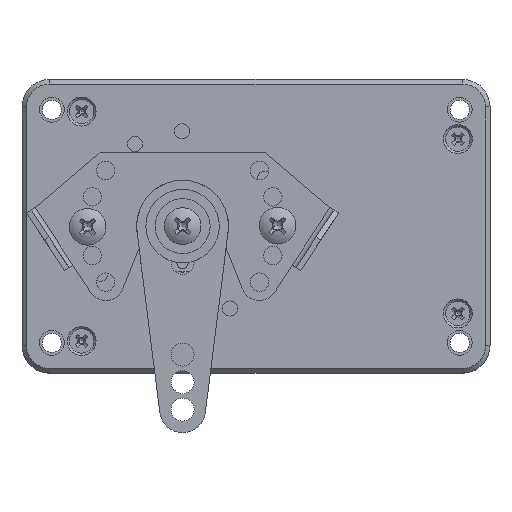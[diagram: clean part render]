
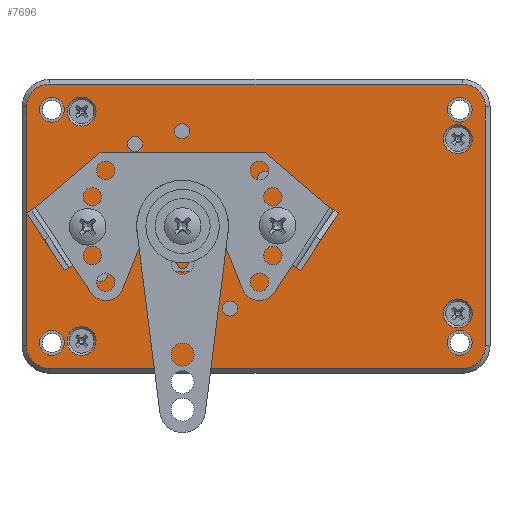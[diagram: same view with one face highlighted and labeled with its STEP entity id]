
A CAD part, top view. The second image highlights one B-rep face of the part: STEP entity #7696.
In plain terms, the highlighted planar face has unit normal (0, 0, 1).
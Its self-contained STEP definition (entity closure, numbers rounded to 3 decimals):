
#6692 = VERTEX_POINT('',#6693);
#6693 = CARTESIAN_POINT('',(-29.,31.,21.5));
#6701 = VERTEX_POINT('',#6702);
#6702 = CARTESIAN_POINT('',(61.,31.,21.5));
#6708 = EDGE_CURVE('',#6692,#6701,#6709,.T.);
#6709 = LINE('',#6710,#6711);
#6710 = CARTESIAN_POINT('',(-29.,31.,21.5));
#6711 = VECTOR('',#6712,1.);
#6712 = DIRECTION('',(1.,0.,0.));
#6863 = VERTEX_POINT('',#6864);
#6864 = CARTESIAN_POINT('',(-25.8,-25.4,21.5));
#6870 = EDGE_CURVE('',#6863,#6863,#6871,.T.);
#6871 = CIRCLE('',#6872,2.7);
#6872 = AXIS2_PLACEMENT_3D('',#6873,#6874,#6875);
#6873 = CARTESIAN_POINT('',(-28.5,-25.4,21.5));
#6874 = DIRECTION('',(0.,0.,-1.));
#6875 = DIRECTION('',(1.,0.,0.));
#6913 = VERTEX_POINT('',#6914);
#6914 = CARTESIAN_POINT('',(63.1,-25.4,21.5));
#6920 = EDGE_CURVE('',#6913,#6913,#6921,.T.);
#6921 = CIRCLE('',#6922,2.7);
#6922 = AXIS2_PLACEMENT_3D('',#6923,#6924,#6925);
#6923 = CARTESIAN_POINT('',(60.4,-25.4,21.5));
#6924 = DIRECTION('',(0.,0.,-1.));
#6925 = DIRECTION('',(1.,0.,0.));
#7552 = VERTEX_POINT('',#7553);
#7553 = CARTESIAN_POINT('',(-25.8,25.4,21.5));
#7559 = EDGE_CURVE('',#7552,#7552,#7560,.T.);
#7560 = CIRCLE('',#7561,2.7);
#7561 = AXIS2_PLACEMENT_3D('',#7562,#7563,#7564);
#7562 = CARTESIAN_POINT('',(-28.5,25.4,21.5));
#7563 = DIRECTION('',(0.,0.,1.));
#7564 = DIRECTION('',(1.,0.,0.));
#7627 = VERTEX_POINT('',#7628);
#7628 = CARTESIAN_POINT('',(63.1,25.4,21.5));
#7634 = EDGE_CURVE('',#7627,#7627,#7635,.T.);
#7635 = CIRCLE('',#7636,2.7);
#7636 = AXIS2_PLACEMENT_3D('',#7637,#7638,#7639);
#7637 = CARTESIAN_POINT('',(60.4,25.4,21.5));
#7638 = DIRECTION('',(0.,0.,1.));
#7639 = DIRECTION('',(1.,0.,0.));
#7650 = EDGE_CURVE('',#6701,#7651,#7653,.T.);
#7651 = VERTEX_POINT('',#7652);
#7652 = CARTESIAN_POINT('',(66.,26.,21.5));
#7653 = CIRCLE('',#7654,5.);
#7654 = AXIS2_PLACEMENT_3D('',#7655,#7656,#7657);
#7655 = CARTESIAN_POINT('',(61.,26.,21.5));
#7656 = DIRECTION('',(0.,0.,-1.));
#7657 = DIRECTION('',(0.,1.,0.));
#7675 = EDGE_CURVE('',#7676,#6692,#7678,.T.);
#7676 = VERTEX_POINT('',#7677);
#7677 = CARTESIAN_POINT('',(-34.,26.,21.5));
#7678 = CIRCLE('',#7679,5.);
#7679 = AXIS2_PLACEMENT_3D('',#7680,#7681,#7682);
#7680 = CARTESIAN_POINT('',(-29.,26.,21.5));
#7681 = DIRECTION('',(0.,0.,-1.));
#7682 = DIRECTION('',(-1.,0.,0.));
#7696 = ADVANCED_FACE('',(#7697,#7742,#7745,#7756,#7767,#7778,#7789,
    #7792,#7803,#7814,#7825,#7836,#7847,#7850,#7861,#7872,#7883,#7894),
  #7897,.F.);
#7697 = FACE_BOUND('',#7698,.F.);
#7698 = EDGE_LOOP('',(#7699,#7707,#7708,#7709,#7710,#7718,#7727,#7735));
#7699 = ORIENTED_EDGE('',*,*,#7700,.T.);
#7700 = EDGE_CURVE('',#7701,#7676,#7703,.T.);
#7701 = VERTEX_POINT('',#7702);
#7702 = CARTESIAN_POINT('',(-34.,-26.,21.5));
#7703 = LINE('',#7704,#7705);
#7704 = CARTESIAN_POINT('',(-34.,-26.,21.5));
#7705 = VECTOR('',#7706,1.);
#7706 = DIRECTION('',(0.,1.,0.));
#7707 = ORIENTED_EDGE('',*,*,#7675,.T.);
#7708 = ORIENTED_EDGE('',*,*,#6708,.T.);
#7709 = ORIENTED_EDGE('',*,*,#7650,.T.);
#7710 = ORIENTED_EDGE('',*,*,#7711,.T.);
#7711 = EDGE_CURVE('',#7651,#7712,#7714,.T.);
#7712 = VERTEX_POINT('',#7713);
#7713 = CARTESIAN_POINT('',(66.,-26.,21.5));
#7714 = LINE('',#7715,#7716);
#7715 = CARTESIAN_POINT('',(66.,26.,21.5));
#7716 = VECTOR('',#7717,1.);
#7717 = DIRECTION('',(0.,-1.,0.));
#7718 = ORIENTED_EDGE('',*,*,#7719,.T.);
#7719 = EDGE_CURVE('',#7712,#7720,#7722,.T.);
#7720 = VERTEX_POINT('',#7721);
#7721 = CARTESIAN_POINT('',(61.,-31.,21.5));
#7722 = CIRCLE('',#7723,5.);
#7723 = AXIS2_PLACEMENT_3D('',#7724,#7725,#7726);
#7724 = CARTESIAN_POINT('',(61.,-26.,21.5));
#7725 = DIRECTION('',(0.,0.,-1.));
#7726 = DIRECTION('',(1.,0.,0.));
#7727 = ORIENTED_EDGE('',*,*,#7728,.T.);
#7728 = EDGE_CURVE('',#7720,#7729,#7731,.T.);
#7729 = VERTEX_POINT('',#7730);
#7730 = CARTESIAN_POINT('',(-29.,-31.,21.5));
#7731 = LINE('',#7732,#7733);
#7732 = CARTESIAN_POINT('',(61.,-31.,21.5));
#7733 = VECTOR('',#7734,1.);
#7734 = DIRECTION('',(-1.,0.,0.));
#7735 = ORIENTED_EDGE('',*,*,#7736,.T.);
#7736 = EDGE_CURVE('',#7729,#7701,#7737,.T.);
#7737 = CIRCLE('',#7738,5.);
#7738 = AXIS2_PLACEMENT_3D('',#7739,#7740,#7741);
#7739 = CARTESIAN_POINT('',(-29.,-26.,21.5));
#7740 = DIRECTION('',(0.,0.,-1.));
#7741 = DIRECTION('',(0.,-1.,0.));
#7742 = FACE_BOUND('',#7743,.F.);
#7743 = EDGE_LOOP('',(#7744));
#7744 = ORIENTED_EDGE('',*,*,#6920,.F.);
#7745 = FACE_BOUND('',#7746,.F.);
#7746 = EDGE_LOOP('',(#7747));
#7747 = ORIENTED_EDGE('',*,*,#7748,.F.);
#7748 = EDGE_CURVE('',#7749,#7749,#7751,.T.);
#7749 = VERTEX_POINT('',#7750);
#7750 = CARTESIAN_POINT('',(63.15,-19.,21.5));
#7751 = CIRCLE('',#7752,3.15);
#7752 = AXIS2_PLACEMENT_3D('',#7753,#7754,#7755);
#7753 = CARTESIAN_POINT('',(60.,-19.,21.5));
#7754 = DIRECTION('',(0.,0.,-1.));
#7755 = DIRECTION('',(1.,0.,0.));
#7756 = FACE_BOUND('',#7757,.F.);
#7757 = EDGE_LOOP('',(#7758));
#7758 = ORIENTED_EDGE('',*,*,#7759,.T.);
#7759 = EDGE_CURVE('',#7760,#7760,#7762,.T.);
#7760 = VERTEX_POINT('',#7761);
#7761 = CARTESIAN_POINT('',(8.7,-17.927,21.5));
#7762 = CIRCLE('',#7763,1.65);
#7763 = AXIS2_PLACEMENT_3D('',#7764,#7765,#7766);
#7764 = CARTESIAN_POINT('',(10.35,-17.927,21.5));
#7765 = DIRECTION('',(0.,0.,1.));
#7766 = DIRECTION('',(-1.,0.,0.));
#7767 = FACE_BOUND('',#7768,.F.);
#7768 = EDGE_LOOP('',(#7769));
#7769 = ORIENTED_EDGE('',*,*,#7770,.T.);
#7770 = EDGE_CURVE('',#7771,#7771,#7773,.T.);
#7771 = VERTEX_POINT('',#7772);
#7772 = CARTESIAN_POINT('',(-1.526,-20.7,21.5));
#7773 = CIRCLE('',#7774,1.65);
#7774 = AXIS2_PLACEMENT_3D('',#7775,#7776,#7777);
#7775 = CARTESIAN_POINT('',(0.124,-20.7,21.5));
#7776 = DIRECTION('',(0.,0.,1.));
#7777 = DIRECTION('',(-1.,0.,0.));
#7778 = FACE_BOUND('',#7779,.F.);
#7779 = EDGE_LOOP('',(#7780));
#7780 = ORIENTED_EDGE('',*,*,#7781,.F.);
#7781 = EDGE_CURVE('',#7782,#7782,#7784,.T.);
#7782 = VERTEX_POINT('',#7783);
#7783 = CARTESIAN_POINT('',(-18.85,-25.,21.5));
#7784 = CIRCLE('',#7785,3.15);
#7785 = AXIS2_PLACEMENT_3D('',#7786,#7787,#7788);
#7786 = CARTESIAN_POINT('',(-22.,-25.,21.5));
#7787 = DIRECTION('',(0.,0.,-1.));
#7788 = DIRECTION('',(1.,0.,0.));
#7789 = FACE_BOUND('',#7790,.F.);
#7790 = EDGE_LOOP('',(#7791));
#7791 = ORIENTED_EDGE('',*,*,#6870,.F.);
#7792 = FACE_BOUND('',#7793,.F.);
#7793 = EDGE_LOOP('',(#7794));
#7794 = ORIENTED_EDGE('',*,*,#7795,.T.);
#7795 = EDGE_CURVE('',#7796,#7796,#7798,.T.);
#7796 = VERTEX_POINT('',#7797);
#7797 = CARTESIAN_POINT('',(-17.927,-8.7,21.5));
#7798 = CIRCLE('',#7799,1.65);
#7799 = AXIS2_PLACEMENT_3D('',#7800,#7801,#7802);
#7800 = CARTESIAN_POINT('',(-17.927,-10.35,21.5));
#7801 = DIRECTION('',(0.,-0.,1.));
#7802 = DIRECTION('',(0.,1.,0.));
#7803 = FACE_BOUND('',#7804,.F.);
#7804 = EDGE_LOOP('',(#7805));
#7805 = ORIENTED_EDGE('',*,*,#7806,.T.);
#7806 = EDGE_CURVE('',#7807,#7807,#7809,.T.);
#7807 = VERTEX_POINT('',#7808);
#7808 = CARTESIAN_POINT('',(-20.7,1.526,21.5));
#7809 = CIRCLE('',#7810,1.65);
#7810 = AXIS2_PLACEMENT_3D('',#7811,#7812,#7813);
#7811 = CARTESIAN_POINT('',(-20.7,-0.124,21.5));
#7812 = DIRECTION('',(0.,-0.,1.));
#7813 = DIRECTION('',(0.,1.,0.));
#7814 = FACE_BOUND('',#7815,.F.);
#7815 = EDGE_LOOP('',(#7816));
#7816 = ORIENTED_EDGE('',*,*,#7817,.T.);
#7817 = EDGE_CURVE('',#7818,#7818,#7820,.T.);
#7818 = VERTEX_POINT('',#7819);
#7819 = CARTESIAN_POINT('',(20.7,-1.526,21.5));
#7820 = CIRCLE('',#7821,1.65);
#7821 = AXIS2_PLACEMENT_3D('',#7822,#7823,#7824);
#7822 = CARTESIAN_POINT('',(20.7,0.124,21.5));
#7823 = DIRECTION('',(-0.,0.,1.));
#7824 = DIRECTION('',(0.,-1.,0.));
#7825 = FACE_BOUND('',#7826,.F.);
#7826 = EDGE_LOOP('',(#7827));
#7827 = ORIENTED_EDGE('',*,*,#7828,.T.);
#7828 = EDGE_CURVE('',#7829,#7829,#7831,.T.);
#7829 = VERTEX_POINT('',#7830);
#7830 = CARTESIAN_POINT('',(17.927,8.7,21.5));
#7831 = CIRCLE('',#7832,1.65);
#7832 = AXIS2_PLACEMENT_3D('',#7833,#7834,#7835);
#7833 = CARTESIAN_POINT('',(17.927,10.35,21.5));
#7834 = DIRECTION('',(-0.,0.,1.));
#7835 = DIRECTION('',(0.,-1.,0.));
#7836 = FACE_BOUND('',#7837,.F.);
#7837 = EDGE_LOOP('',(#7838));
#7838 = ORIENTED_EDGE('',*,*,#7839,.T.);
#7839 = EDGE_CURVE('',#7840,#7840,#7842,.T.);
#7840 = VERTEX_POINT('',#7841);
#7841 = CARTESIAN_POINT('',(63.15,19.,21.5));
#7842 = CIRCLE('',#7843,3.15);
#7843 = AXIS2_PLACEMENT_3D('',#7844,#7845,#7846);
#7844 = CARTESIAN_POINT('',(60.,19.,21.5));
#7845 = DIRECTION('',(0.,0.,1.));
#7846 = DIRECTION('',(1.,0.,0.));
#7847 = FACE_BOUND('',#7848,.F.);
#7848 = EDGE_LOOP('',(#7849));
#7849 = ORIENTED_EDGE('',*,*,#7634,.T.);
#7850 = FACE_BOUND('',#7851,.F.);
#7851 = EDGE_LOOP('',(#7852));
#7852 = ORIENTED_EDGE('',*,*,#7853,.F.);
#7853 = EDGE_CURVE('',#7854,#7854,#7856,.T.);
#7854 = VERTEX_POINT('',#7855);
#7855 = CARTESIAN_POINT('',(-6.,0.,21.5));
#7856 = CIRCLE('',#7857,6.);
#7857 = AXIS2_PLACEMENT_3D('',#7858,#7859,#7860);
#7858 = CARTESIAN_POINT('',(0.,0.,21.5));
#7859 = DIRECTION('',(-0.,0.,-1.));
#7860 = DIRECTION('',(-1.,0.,0.));
#7861 = FACE_BOUND('',#7862,.F.);
#7862 = EDGE_LOOP('',(#7863));
#7863 = ORIENTED_EDGE('',*,*,#7864,.T.);
#7864 = EDGE_CURVE('',#7865,#7865,#7867,.T.);
#7865 = VERTEX_POINT('',#7866);
#7866 = CARTESIAN_POINT('',(1.526,20.7,21.5));
#7867 = CIRCLE('',#7868,1.65);
#7868 = AXIS2_PLACEMENT_3D('',#7869,#7870,#7871);
#7869 = CARTESIAN_POINT('',(-0.124,20.7,21.5));
#7870 = DIRECTION('',(0.,0.,1.));
#7871 = DIRECTION('',(1.,0.,0.));
#7872 = FACE_BOUND('',#7873,.F.);
#7873 = EDGE_LOOP('',(#7874));
#7874 = ORIENTED_EDGE('',*,*,#7875,.T.);
#7875 = EDGE_CURVE('',#7876,#7876,#7878,.T.);
#7876 = VERTEX_POINT('',#7877);
#7877 = CARTESIAN_POINT('',(-8.7,17.927,21.5));
#7878 = CIRCLE('',#7879,1.65);
#7879 = AXIS2_PLACEMENT_3D('',#7880,#7881,#7882);
#7880 = CARTESIAN_POINT('',(-10.35,17.927,21.5));
#7881 = DIRECTION('',(0.,0.,1.));
#7882 = DIRECTION('',(1.,0.,0.));
#7883 = FACE_BOUND('',#7884,.F.);
#7884 = EDGE_LOOP('',(#7885));
#7885 = ORIENTED_EDGE('',*,*,#7886,.T.);
#7886 = EDGE_CURVE('',#7887,#7887,#7889,.T.);
#7887 = VERTEX_POINT('',#7888);
#7888 = CARTESIAN_POINT('',(-18.85,25.,21.5));
#7889 = CIRCLE('',#7890,3.15);
#7890 = AXIS2_PLACEMENT_3D('',#7891,#7892,#7893);
#7891 = CARTESIAN_POINT('',(-22.,25.,21.5));
#7892 = DIRECTION('',(0.,0.,1.));
#7893 = DIRECTION('',(1.,0.,0.));
#7894 = FACE_BOUND('',#7895,.F.);
#7895 = EDGE_LOOP('',(#7896));
#7896 = ORIENTED_EDGE('',*,*,#7559,.T.);
#7897 = PLANE('',#7898);
#7898 = AXIS2_PLACEMENT_3D('',#7899,#7900,#7901);
#7899 = CARTESIAN_POINT('',(16.,0.,21.5));
#7900 = DIRECTION('',(-0.,-0.,-1.));
#7901 = DIRECTION('',(-1.,0.,0.));
